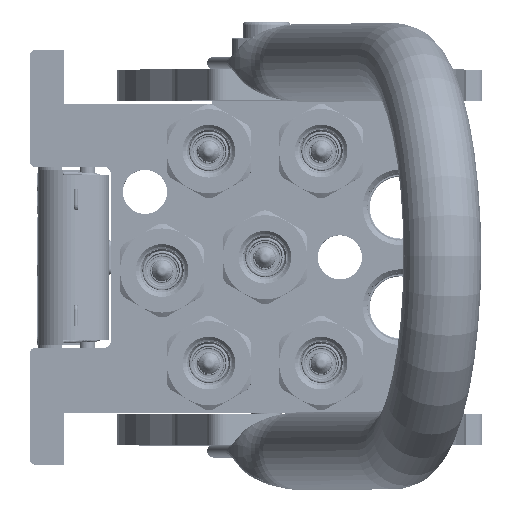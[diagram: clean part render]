
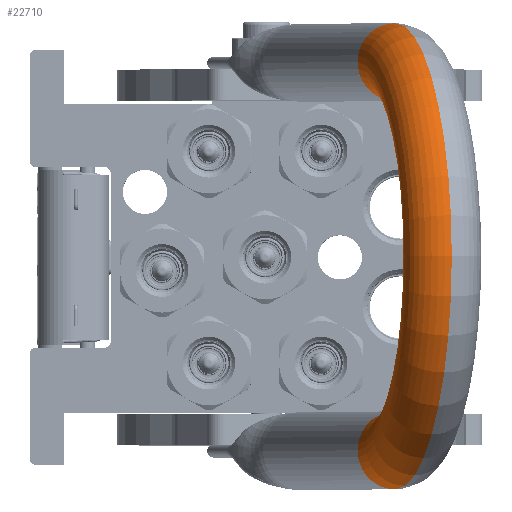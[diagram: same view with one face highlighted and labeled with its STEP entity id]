
A CAD part, top view. The second image highlights one B-rep face of the part: STEP entity #22710.
In plain terms, the highlighted toroidal (fillet/blend) face has major radius 62.25 mm and minor radius 12.5 mm.
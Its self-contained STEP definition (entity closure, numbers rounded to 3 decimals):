
#1243 = DIRECTION ( 'NONE',  ( -1., 0., 0. ) ) ;
#2125 = DIRECTION ( 'NONE',  ( 0., 1., 0. ) ) ;
#2972 = EDGE_CURVE ( 'NONE', #45136, #7814, #4538, .T. ) ;
#4538 = CIRCLE ( 'NONE', #27157, 12.5 ) ;
#7814 = VERTEX_POINT ( 'NONE', #42337 ) ;
#7850 = ORIENTED_EDGE ( 'NONE', *, *, #21366, .T. ) ;
#11882 = CIRCLE ( 'NONE', #115912, 12.5 ) ;
#21366 = EDGE_CURVE ( 'NONE', #107821, #7814, #81223, .T. ) ;
#21482 = CARTESIAN_POINT ( 'NONE',  ( 49.75, 0., 125.25 ) ) ;
#21972 = ORIENTED_EDGE ( 'NONE', *, *, #92551, .T. ) ;
#22548 = DIRECTION ( 'NONE',  ( -1., 0., 0. ) ) ;
#22710 = ADVANCED_FACE ( 'NONE', ( #87388 ), #116830, .T. ) ;
#24480 = CARTESIAN_POINT ( 'NONE',  ( -49.75, 0., 125.25 ) ) ;
#27157 = AXIS2_PLACEMENT_3D ( 'NONE', #33534, #55018, #22548 ) ;
#33123 = DIRECTION ( 'NONE',  ( 1., 0., 0. ) ) ;
#33534 = CARTESIAN_POINT ( 'NONE',  ( 62.25, 0., 125.25 ) ) ;
#42337 = CARTESIAN_POINT ( 'NONE',  ( 74.75, 0., 125.25 ) ) ;
#44826 = DIRECTION ( 'NONE',  ( -1., 0., 0. ) ) ;
#45136 = VERTEX_POINT ( 'NONE', #21482 ) ;
#46196 = CARTESIAN_POINT ( 'NONE',  ( 0., 0., 125.25 ) ) ;
#55018 = DIRECTION ( 'NONE',  ( 0., 0., -1. ) ) ;
#56879 = CARTESIAN_POINT ( 'NONE',  ( -74.75, 0., 125.25 ) ) ;
#58345 = AXIS2_PLACEMENT_3D ( 'NONE', #106993, #75046, #33123 ) ;
#58542 = EDGE_LOOP ( 'NONE', ( #7850, #113604, #86042, #21972 ) ) ;
#63867 = CARTESIAN_POINT ( 'NONE',  ( -62.25, 0., 125.25 ) ) ;
#73313 = CARTESIAN_POINT ( 'NONE',  ( 0., 0., 125.25 ) ) ;
#75046 = DIRECTION ( 'NONE',  ( 0., 1., 0. ) ) ;
#81223 = CIRCLE ( 'NONE', #91535, 74.75 ) ;
#86042 = ORIENTED_EDGE ( 'NONE', *, *, #126317, .F. ) ;
#87388 = FACE_OUTER_BOUND ( 'NONE', #58542, .T. ) ;
#91535 = AXIS2_PLACEMENT_3D ( 'NONE', #73313, #2125, #1243 ) ;
#92551 = EDGE_CURVE ( 'NONE', #115596, #107821, #11882, .T. ) ;
#95759 = DIRECTION ( 'NONE',  ( 0., 0., 1. ) ) ;
#97030 = CIRCLE ( 'NONE', #129505, 49.75 ) ;
#97652 = DIRECTION ( 'NONE',  ( 0., 1., 0. ) ) ;
#105384 = DIRECTION ( 'NONE',  ( 1., 0., 0. ) ) ;
#106993 = CARTESIAN_POINT ( 'NONE',  ( 0., 0., 125.25 ) ) ;
#107821 = VERTEX_POINT ( 'NONE', #56879 ) ;
#113604 = ORIENTED_EDGE ( 'NONE', *, *, #2972, .F. ) ;
#115596 = VERTEX_POINT ( 'NONE', #24480 ) ;
#115912 = AXIS2_PLACEMENT_3D ( 'NONE', #63867, #95759, #105384 ) ;
#116830 = TOROIDAL_SURFACE ( 'NONE', #58345, 62.25, 12.5 ) ;
#126317 = EDGE_CURVE ( 'NONE', #115596, #45136, #97030, .T. ) ;
#129505 = AXIS2_PLACEMENT_3D ( 'NONE', #46196, #97652, #44826 ) ;
